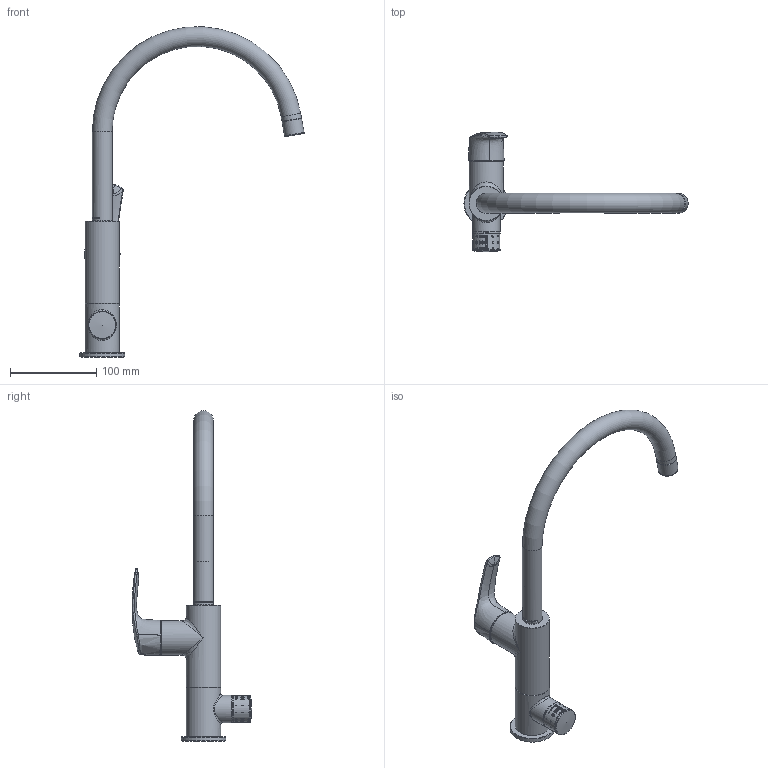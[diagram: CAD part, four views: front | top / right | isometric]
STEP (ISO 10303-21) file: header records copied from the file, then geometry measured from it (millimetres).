
FILE_DESCRIPTION(/* description */ ('Unknown'),/* implementation_level */ '2;1');
FILE_NAME(/* name */ '30383000',/* time_stamp */ '2022-09-07T17:40:26+02:00',/* author */ ('Unknown'),/* organization */ ('GROHE AG'),/* preprocessor_version */ 'ST-DEVELOPER v16.7',/* originating_system */ 'DEX',/* authorisation */ $);
FILE_SCHEMA (('AUTOMOTIVE_DESIGN {1 0 10303 214 3 1 1}'));
Length unit declared in the file: millimetre
Products named in the file (2): 30383000; id11
Assembly tree (1 placements, depth 2):
  30383000
    id11
Bounding box: 260.62 x 138.56 x 384.26 mm (x, y, z)
Surface area: 78391.6 mm2 (no closed solid volume)
Topology: 0 solids, 220 shells, 304 faces, 1115 edges, 1028 vertices
Faces by surface type: plane 153, cone 88, bspline 31, cylinder 21, torus 10, sphere 1
Full cylindrical faces by diameter (mm): 4.917 x2, 6.5 x1, 20.39 x1, 21 x1, 21.1 x1, 23 x3, 31.4 x1, 32 x2, 38 x1, 39.8 x1, 40 x3, 48.395 x1
Entity records: 23382 total; most frequent: CARTESIAN_POINT 13627, DIRECTION 1321, ORIENTED_EDGE 1186, EDGE_CURVE 1056, VERTEX_POINT 1008, B_SPLINE_CURVE_WITH_KNOTS 515, AXIS2_PLACEMENT_3D 505, EDGE_LOOP 348
